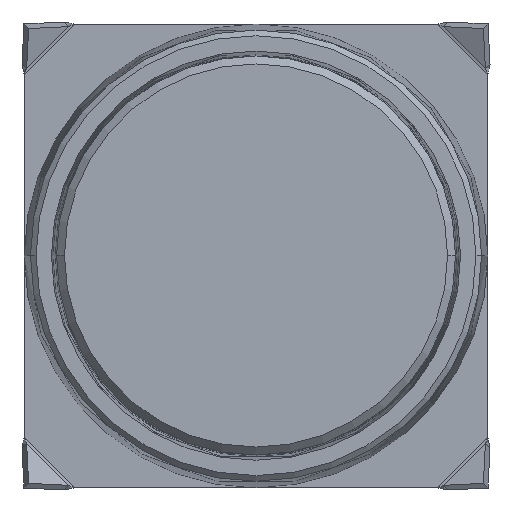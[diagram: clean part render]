
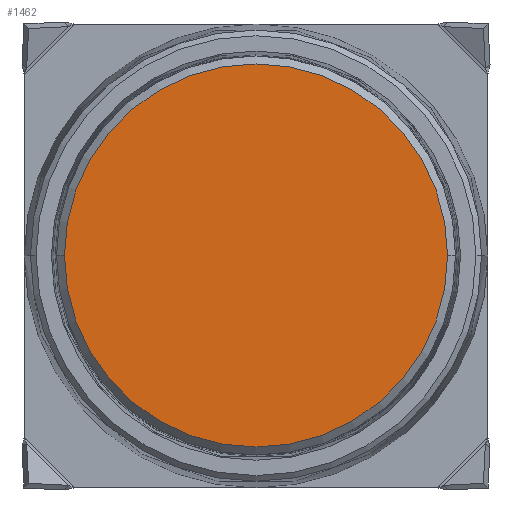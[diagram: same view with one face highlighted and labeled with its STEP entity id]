
A CAD part, top view. The second image highlights one B-rep face of the part: STEP entity #1462.
In plain terms, the highlighted planar face has unit normal (0, 0, 1).
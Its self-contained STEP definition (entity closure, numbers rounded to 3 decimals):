
#390 = CARTESIAN_POINT ( 'NONE',  ( 7.396, 0., 0. ) ) ;
#439 = DIRECTION ( 'NONE',  ( -1., 0., 0. ) ) ;
#893 = FACE_OUTER_BOUND ( 'NONE', #1262, .T. ) ;
#1262 = EDGE_LOOP ( 'NONE', ( #11302, #6365 ) ) ;
#1320 = DIRECTION ( 'NONE',  ( -1., 0., 0. ) ) ;
#1412 = CARTESIAN_POINT ( 'NONE',  ( -7.396, 0., 0. ) ) ;
#1462 = ADVANCED_FACE ( 'NONE', ( #893 ), #4842, .T. ) ;
#1988 = CIRCLE ( 'NONE', #3649, 7.396 ) ;
#2583 = AXIS2_PLACEMENT_3D ( 'NONE', #12085, #10192, #1320 ) ;
#2660 = AXIS2_PLACEMENT_3D ( 'NONE', #8795, #12754, #3881 ) ;
#3618 = VERTEX_POINT ( 'NONE', #390 ) ;
#3649 = AXIS2_PLACEMENT_3D ( 'NONE', #5367, #9318, #439 ) ;
#3881 = DIRECTION ( 'NONE',  ( 1., 0., 0. ) ) ;
#4241 = EDGE_CURVE ( 'NONE', #5119, #3618, #1988, .T. ) ;
#4842 = PLANE ( 'NONE',  #2660 ) ;
#5119 = VERTEX_POINT ( 'NONE', #1412 ) ;
#5367 = CARTESIAN_POINT ( 'NONE',  ( 0., 0., 0. ) ) ;
#6365 = ORIENTED_EDGE ( 'NONE', *, *, #11800, .T. ) ;
#8163 = CIRCLE ( 'NONE', #2583, 7.396 ) ;
#8795 = CARTESIAN_POINT ( 'NONE',  ( -7.485, -7.485, 0. ) ) ;
#9318 = DIRECTION ( 'NONE',  ( 0., 0., 1. ) ) ;
#10192 = DIRECTION ( 'NONE',  ( 0., 0., 1. ) ) ;
#11302 = ORIENTED_EDGE ( 'NONE', *, *, #4241, .T. ) ;
#11800 = EDGE_CURVE ( 'NONE', #3618, #5119, #8163, .T. ) ;
#12085 = CARTESIAN_POINT ( 'NONE',  ( 0., 0., 0. ) ) ;
#12754 = DIRECTION ( 'NONE',  ( 0., 0., 1. ) ) ;
